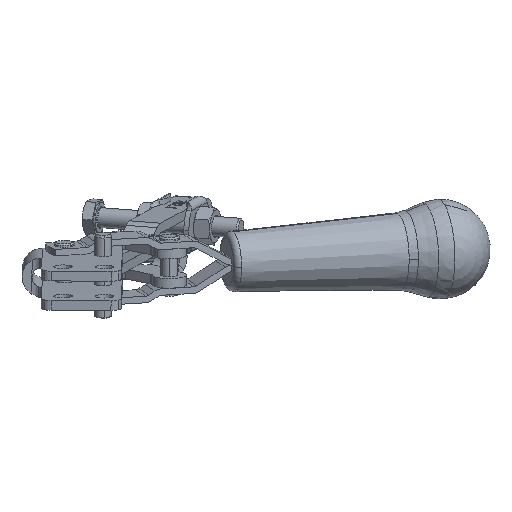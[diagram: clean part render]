
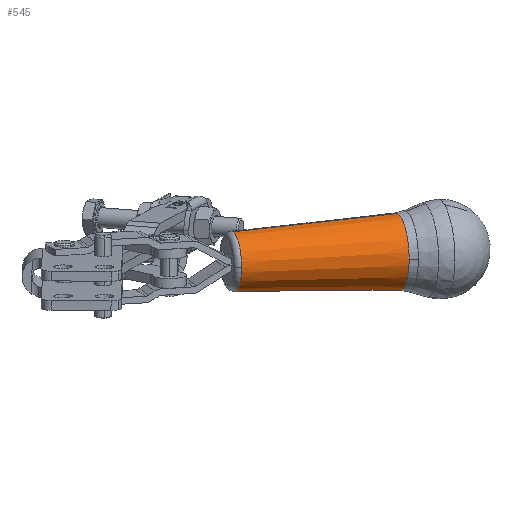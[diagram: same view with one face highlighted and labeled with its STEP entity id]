
A CAD part, front view. The second image highlights one B-rep face of the part: STEP entity #545.
In plain terms, the highlighted conical face has half-angle 2.876 degrees and reference radius 10.383 mm.
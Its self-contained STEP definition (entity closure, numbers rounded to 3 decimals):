
#450=CARTESIAN_POINT('',(9.841,28.911,26.553));
#451=VERTEX_POINT('',#450);
#477=CARTESIAN_POINT('',(7.205,39.282,19.415));
#478=VERTEX_POINT('',#477);
#486=CARTESIAN_POINT('',(7.22,37.44,28.322));
#487=DIRECTION('',(-0.958,-0.283,-0.057));
#488=DIRECTION('',(-0.002,0.203,-0.979));
#489=AXIS2_PLACEMENT_3D('',#486,#487,#488);
#490=CIRCLE('',#489,9.095);
#491=EDGE_CURVE('',#478,#451,#490,.T.);
#496=CARTESIAN_POINT('',(31.758,44.679,29.777));
#497=DIRECTION('',(0.958,0.283,0.057));
#498=DIRECTION('',(0.002,-0.203,0.979));
#499=AXIS2_PLACEMENT_3D('',#496,#497,#498);
#500=CONICAL_SURFACE('',#499,10.383,2.876);
#501=CARTESIAN_POINT('',(7.235,35.597,37.229));
#502=VERTEX_POINT('',#501);
#503=CARTESIAN_POINT('',(56.79,49.689,42.713));
#504=VERTEX_POINT('',#503);
#505=CARTESIAN_POINT('',(7.235,35.597,37.229));
#506=DIRECTION('',(0.956,0.272,0.106));
#507=VECTOR('',#506,51.811);
#508=LINE('',#505,#507);
#509=EDGE_CURVE('',#502,#504,#508,.T.);
#510=ORIENTED_EDGE('',*,*,#509,.F.);
#511=CARTESIAN_POINT('',(7.22,37.44,28.322));
#512=DIRECTION('',(-0.958,-0.283,-0.057));
#513=DIRECTION('',(-0.002,0.203,-0.979));
#514=AXIS2_PLACEMENT_3D('',#511,#512,#513);
#515=CIRCLE('',#514,9.095);
#516=EDGE_CURVE('',#451,#502,#515,.T.);
#517=ORIENTED_EDGE('',*,*,#516,.F.);
#518=ORIENTED_EDGE('',*,*,#491,.F.);
#519=CARTESIAN_POINT('',(56.751,54.427,19.808));
#520=VERTEX_POINT('',#519);
#521=CARTESIAN_POINT('',(56.751,54.427,19.808));
#522=DIRECTION('',(-0.956,-0.292,-0.008));
#523=VECTOR('',#522,51.811);
#524=LINE('',#521,#523);
#525=EDGE_CURVE('',#520,#478,#524,.T.);
#526=ORIENTED_EDGE('',*,*,#525,.F.);
#527=CARTESIAN_POINT('',(60.14,41.092,28.986));
#528=VERTEX_POINT('',#527);
#529=CARTESIAN_POINT('',(56.77,52.058,31.26));
#530=DIRECTION('',(0.958,0.283,0.057));
#531=DIRECTION('',(-0.002,0.203,-0.979));
#532=AXIS2_PLACEMENT_3D('',#529,#530,#531);
#533=CIRCLE('',#532,11.695);
#534=EDGE_CURVE('',#528,#520,#533,.T.);
#535=ORIENTED_EDGE('',*,*,#534,.F.);
#536=CARTESIAN_POINT('',(56.77,52.058,31.26));
#537=DIRECTION('',(0.958,0.283,0.057));
#538=DIRECTION('',(-0.002,0.203,-0.979));
#539=AXIS2_PLACEMENT_3D('',#536,#537,#538);
#540=CIRCLE('',#539,11.695);
#541=EDGE_CURVE('',#504,#528,#540,.T.);
#542=ORIENTED_EDGE('',*,*,#541,.F.);
#543=EDGE_LOOP('',(#510,#517,#518,#526,#535,#542));
#544=FACE_OUTER_BOUND('',#543,.T.);
#545=ADVANCED_FACE('',(#544),#500,.T.);
